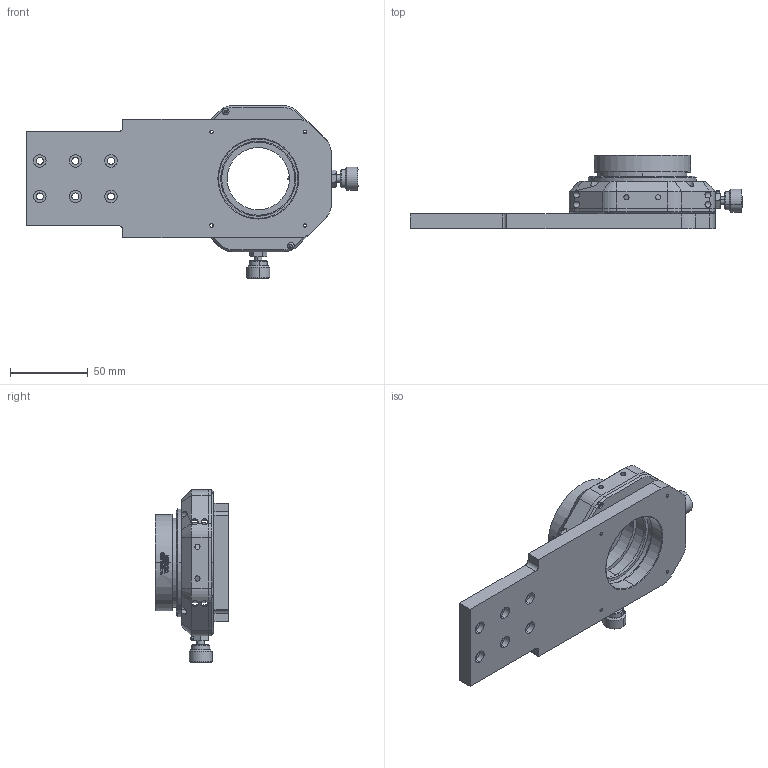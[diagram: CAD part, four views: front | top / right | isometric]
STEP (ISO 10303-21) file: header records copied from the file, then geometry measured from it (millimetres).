
FILE_DESCRIPTION (( 'STEP AP214' ), '1' );
FILE_NAME ('TTN020571-E0W.STEP', '2019-08-19T14:17:58', ( '' ), ( '' ), 'SwSTEP 2.0', 'SolidWorks 2018', '' );
FILE_SCHEMA (( 'AUTOMOTIVE_DESIGN' ));
Length unit declared in the file: inch
Products named in the file (2): TTN020571-E0W
Bounding box: 213.31 x 47.24 x 111.07 mm (x, y, z)
Surface area: 67360.8 mm2 (no closed solid volume)
Topology: 0 solids, 83 shells, 554 faces, 2894 edges, 2415 vertices
Faces by surface type: plane 231, cylinder 218, cone 78, bspline 19, sphere 8
Entity records: 45621 total; most frequent: CARTESIAN_POINT 17666, ORIENTED_EDGE 3974, DIRECTION 3572, EDGE_CURVE 2887, VERTEX_POINT 2412, LINE 1340, VECTOR 1340, AXIS2_PLACEMENT_3D 1116
